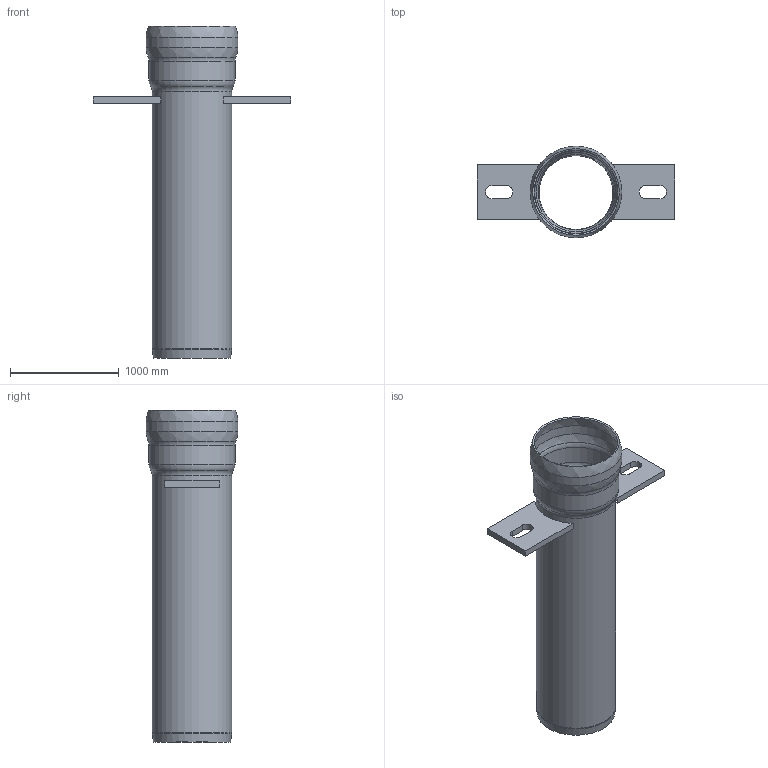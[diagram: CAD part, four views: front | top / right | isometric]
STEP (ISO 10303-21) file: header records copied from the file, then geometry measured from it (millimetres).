
FILE_DESCRIPTION(/* description */ (''),/* implementation_level */ '2;1');
FILE_NAME(/* name */ '82614.070X_3D.stp',/* time_stamp */ '2024-12-11T08:40:16+01:00',/* author */ ('CAD'),/* organization */ (''),/* preprocessor_version */ 'ST-DEVELOPER v20',/* originating_system */ 'AutoCAD Mechanical',/* authorisation */ '');
FILE_SCHEMA (('AUTOMOTIVE_DESIGN { 1 0 10303 214 3 1 1 }'));
Length unit declared in the file: centimetre
Products named in the file (2): Product; *S0
Assembly tree (1 placements, depth 2):
  Product
    *S0
Bounding box: 1812.36 x 842 x 3050 mm (x, y, z)
Volume: 142180650.1 mm3; surface area: 15438008.3 mm2
Topology: 3 solids, 3 shells, 42 faces, 108 edges, 70 vertices
Faces by surface type: plane 14, cylinder 12, torus 8, cone 4, bspline 4
Full cylindrical faces by diameter (mm): 698 x1, 730 x1, 760 x1, 792 x1, 810 x1, 842 x1
Entity records: 1455 total; most frequent: CARTESIAN_POINT 327, DIRECTION 252, ORIENTED_EDGE 216, EDGE_CURVE 108, AXIS2_PLACEMENT_3D 103, VERTEX_POINT 70, CIRCLE 62, LINE 46
